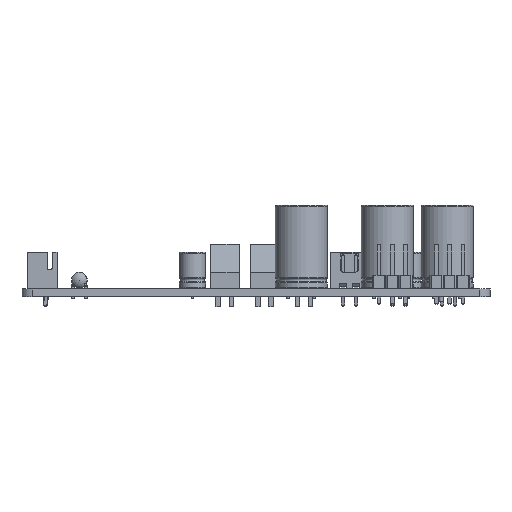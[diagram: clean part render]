
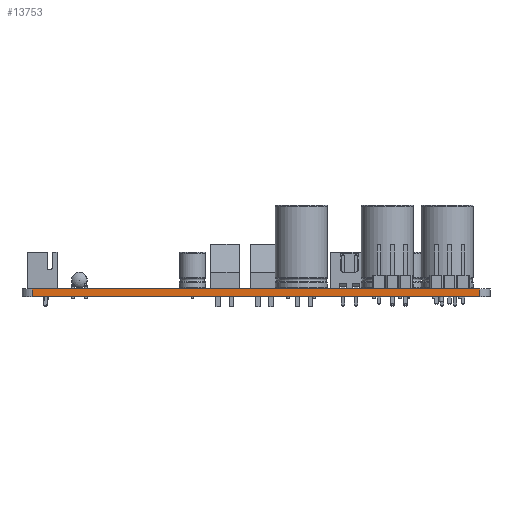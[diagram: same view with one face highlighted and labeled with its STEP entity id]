
A CAD part, left-side view. The second image highlights one B-rep face of the part: STEP entity #13753.
In plain terms, the highlighted planar face has unit normal (-1, 0, 0).
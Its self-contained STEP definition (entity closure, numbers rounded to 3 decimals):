
#669=PLANE('',#15069);
#1140=FACE_OUTER_BOUND('',#2275,.T.);
#2275=EDGE_LOOP('',(#9829,#9830,#9831,#9832));
#3029=LINE('',#20220,#4287);
#3030=LINE('',#20632,#4288);
#3032=LINE('',#21045,#4290);
#3034=LINE('',#21049,#4292);
#4287=VECTOR('',#16184,1.);
#4288=VECTOR('',#16597,1.);
#4290=VECTOR('',#17011,1.);
#4292=VECTOR('',#17017,1.);
#6174=VERTEX_POINT('',#20217);
#6175=VERTEX_POINT('',#20219);
#6379=VERTEX_POINT('',#20629);
#6380=VERTEX_POINT('',#20631);
#7431=EDGE_CURVE('',#6174,#6175,#3029,.T.);
#7637=EDGE_CURVE('',#6380,#6379,#3030,.T.);
#7844=EDGE_CURVE('',#6175,#6379,#3032,.T.);
#7846=EDGE_CURVE('',#6174,#6380,#3034,.T.);
#9829=ORIENTED_EDGE('',*,*,#7846,.T.);
#9830=ORIENTED_EDGE('',*,*,#7637,.T.);
#9831=ORIENTED_EDGE('',*,*,#7844,.F.);
#9832=ORIENTED_EDGE('',*,*,#7431,.F.);
#13753=ADVANCED_FACE('',(#1140),#669,.T.);
#15069=AXIS2_PLACEMENT_3D('',#21048,#17015,#17016);
#16184=DIRECTION('',(0.,1.,0.));
#16597=DIRECTION('',(0.,1.,0.));
#17011=DIRECTION('',(0.,0.,1.));
#17015=DIRECTION('center_axis',(-1.,0.,0.));
#17016=DIRECTION('ref_axis',(0.,1.,0.));
#17017=DIRECTION('',(0.,0.,1.));
#20217=CARTESIAN_POINT('',(91.5,-139.5,0.));
#20219=CARTESIAN_POINT('',(91.5,-53.61,0.));
#20220=CARTESIAN_POINT('',(91.5,-139.5,0.));
#20629=CARTESIAN_POINT('',(91.5,-53.61,1.51));
#20631=CARTESIAN_POINT('',(91.5,-139.5,1.51));
#20632=CARTESIAN_POINT('',(91.5,-139.5,1.51));
#21045=CARTESIAN_POINT('',(91.5,-53.61,0.));
#21048=CARTESIAN_POINT('Origin',(91.5,-139.5,0.));
#21049=CARTESIAN_POINT('',(91.5,-139.5,0.));
